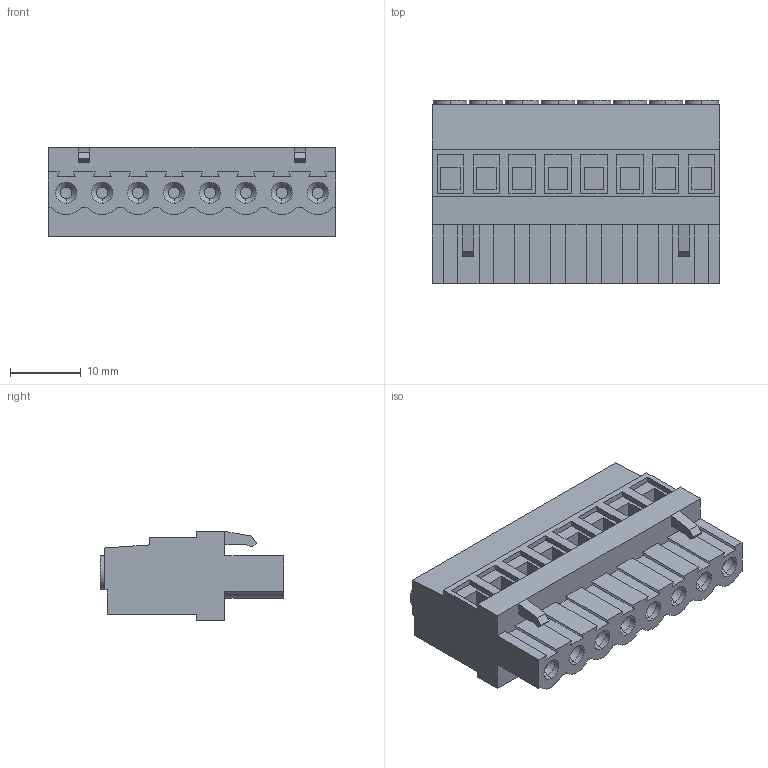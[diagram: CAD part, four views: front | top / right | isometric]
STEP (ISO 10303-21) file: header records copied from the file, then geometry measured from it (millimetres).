
FILE_DESCRIPTION (( 'STEP AP203' ), '1' );
FILE_NAME ('SOKETLI BASKILI DEVRE KLEMENSI - 5,08 MM DIK DISI - 8 LI.STEP', '2018-09-11T13:20:17', ( 'user' ), ( '' ), 'SwSTEP 2.0', 'SolidWorks 2016', '' );
FILE_SCHEMA (( 'CONFIG_CONTROL_DESIGN' ));
Length unit declared in the file: millimetre
Products named in the file (1): SOKETLI BASKILI DEVRE KLEMENSI - 5,08 MM DIK DISI - 8 LI
Bounding box: 40.58 x 25.9 x 12.6 mm (x, y, z)
Volume: 8200.7 mm3; surface area: 5344.4 mm2
Topology: 1 solids, 1 shells, 308 faces, 786 edges, 512 vertices
Faces by surface type: plane 212, cylinder 80, cone 16
Entity records: 9363 total; most frequent: CARTESIAN_POINT 1607, DIRECTION 1596, ORIENTED_EDGE 1572, EDGE_CURVE 786, VECTOR 594, LINE 594, VERTEX_POINT 512, AXIS2_PLACEMENT_3D 501
